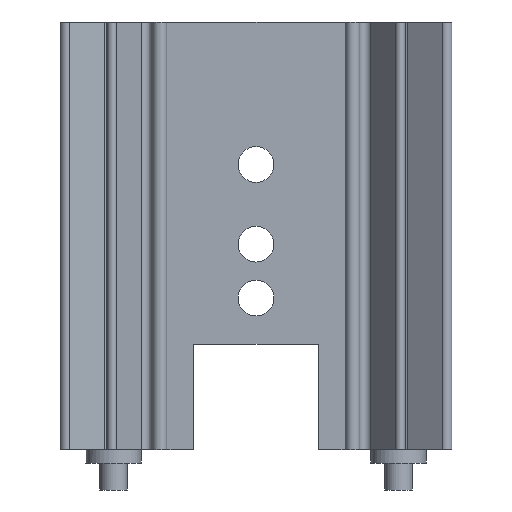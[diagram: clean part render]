
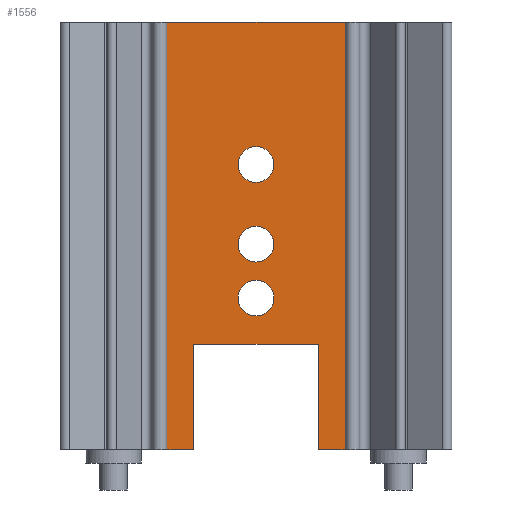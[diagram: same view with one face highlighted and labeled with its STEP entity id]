
A CAD part, front view. The second image highlights one B-rep face of the part: STEP entity #1556.
In plain terms, the highlighted planar face has unit normal (0, -1, 0).
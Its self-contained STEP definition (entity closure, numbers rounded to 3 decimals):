
#80 = VERTEX_POINT('',#81);
#81 = CARTESIAN_POINT('',(-5.55,-0.785,1.2));
#87 = EDGE_CURVE('',#80,#88,#90,.T.);
#88 = VERTEX_POINT('',#89);
#89 = CARTESIAN_POINT('',(-7.94,-0.785,1.2));
#90 = LINE('',#91,#92);
#91 = CARTESIAN_POINT('',(7.94,-0.785,1.2));
#92 = VECTOR('',#93,1.);
#93 = DIRECTION('',(-1.,0.,-0.));
#703 = VERTEX_POINT('',#704);
#704 = CARTESIAN_POINT('',(-7.94,-0.785,39.3));
#710 = EDGE_CURVE('',#703,#711,#713,.T.);
#711 = VERTEX_POINT('',#712);
#712 = CARTESIAN_POINT('',(7.94,-0.785,39.3));
#713 = LINE('',#714,#715);
#714 = CARTESIAN_POINT('',(-12.5,-0.785,39.3));
#715 = VECTOR('',#716,1.);
#716 = DIRECTION('',(1.,0.,0.));
#1546 = EDGE_CURVE('',#88,#703,#1547,.T.);
#1547 = LINE('',#1548,#1549);
#1548 = CARTESIAN_POINT('',(-7.94,-0.785,1.2));
#1549 = VECTOR('',#1550,1.);
#1550 = DIRECTION('',(0.,0.,1.));
#1556 = ADVANCED_FACE('',(#1557,#1600,#1611,#1622),#1633,.T.);
#1557 = FACE_BOUND('',#1558,.F.);
#1558 = EDGE_LOOP('',(#1559,#1567,#1568,#1569,#1570,#1578,#1586,#1594));
#1559 = ORIENTED_EDGE('',*,*,#1560,.T.);
#1560 = EDGE_CURVE('',#1561,#80,#1563,.T.);
#1561 = VERTEX_POINT('',#1562);
#1562 = CARTESIAN_POINT('',(-5.55,-0.785,10.6));
#1563 = LINE('',#1564,#1565);
#1564 = CARTESIAN_POINT('',(-5.55,-0.785,10.6));
#1565 = VECTOR('',#1566,1.);
#1566 = DIRECTION('',(0.,0.,-1.));
#1567 = ORIENTED_EDGE('',*,*,#87,.T.);
#1568 = ORIENTED_EDGE('',*,*,#1546,.T.);
#1569 = ORIENTED_EDGE('',*,*,#710,.T.);
#1570 = ORIENTED_EDGE('',*,*,#1571,.F.);
#1571 = EDGE_CURVE('',#1572,#711,#1574,.T.);
#1572 = VERTEX_POINT('',#1573);
#1573 = CARTESIAN_POINT('',(7.94,-0.785,1.2));
#1574 = LINE('',#1575,#1576);
#1575 = CARTESIAN_POINT('',(7.94,-0.785,1.2));
#1576 = VECTOR('',#1577,1.);
#1577 = DIRECTION('',(0.,0.,1.));
#1578 = ORIENTED_EDGE('',*,*,#1579,.T.);
#1579 = EDGE_CURVE('',#1572,#1580,#1582,.T.);
#1580 = VERTEX_POINT('',#1581);
#1581 = CARTESIAN_POINT('',(5.55,-0.785,1.2));
#1582 = LINE('',#1583,#1584);
#1583 = CARTESIAN_POINT('',(7.94,-0.785,1.2));
#1584 = VECTOR('',#1585,1.);
#1585 = DIRECTION('',(-1.,0.,-0.));
#1586 = ORIENTED_EDGE('',*,*,#1587,.T.);
#1587 = EDGE_CURVE('',#1580,#1588,#1590,.T.);
#1588 = VERTEX_POINT('',#1589);
#1589 = CARTESIAN_POINT('',(5.55,-0.785,10.6));
#1590 = LINE('',#1591,#1592);
#1591 = CARTESIAN_POINT('',(5.55,-0.785,1.2));
#1592 = VECTOR('',#1593,1.);
#1593 = DIRECTION('',(0.,0.,1.));
#1594 = ORIENTED_EDGE('',*,*,#1595,.T.);
#1595 = EDGE_CURVE('',#1588,#1561,#1596,.T.);
#1596 = LINE('',#1597,#1598);
#1597 = CARTESIAN_POINT('',(5.55,-0.785,10.6));
#1598 = VECTOR('',#1599,1.);
#1599 = DIRECTION('',(-1.,0.,0.));
#1600 = FACE_BOUND('',#1601,.F.);
#1601 = EDGE_LOOP('',(#1602));
#1602 = ORIENTED_EDGE('',*,*,#1603,.T.);
#1603 = EDGE_CURVE('',#1604,#1604,#1606,.T.);
#1604 = VERTEX_POINT('',#1605);
#1605 = CARTESIAN_POINT('',(1.59,-0.785,14.7));
#1606 = CIRCLE('',#1607,1.59);
#1607 = AXIS2_PLACEMENT_3D('',#1608,#1609,#1610);
#1608 = CARTESIAN_POINT('',(0.,-0.785,14.7));
#1609 = DIRECTION('',(0.,-1.,0.));
#1610 = DIRECTION('',(1.,0.,0.));
#1611 = FACE_BOUND('',#1612,.F.);
#1612 = EDGE_LOOP('',(#1613));
#1613 = ORIENTED_EDGE('',*,*,#1614,.T.);
#1614 = EDGE_CURVE('',#1615,#1615,#1617,.T.);
#1615 = VERTEX_POINT('',#1616);
#1616 = CARTESIAN_POINT('',(1.59,-0.785,19.5));
#1617 = CIRCLE('',#1618,1.59);
#1618 = AXIS2_PLACEMENT_3D('',#1619,#1620,#1621);
#1619 = CARTESIAN_POINT('',(0.,-0.785,19.5));
#1620 = DIRECTION('',(0.,-1.,0.));
#1621 = DIRECTION('',(1.,0.,0.));
#1622 = FACE_BOUND('',#1623,.F.);
#1623 = EDGE_LOOP('',(#1624));
#1624 = ORIENTED_EDGE('',*,*,#1625,.F.);
#1625 = EDGE_CURVE('',#1626,#1626,#1628,.T.);
#1626 = VERTEX_POINT('',#1627);
#1627 = CARTESIAN_POINT('',(1.59,-0.785,26.6));
#1628 = CIRCLE('',#1629,1.59);
#1629 = AXIS2_PLACEMENT_3D('',#1630,#1631,#1632);
#1630 = CARTESIAN_POINT('',(0.,-0.785,26.6));
#1631 = DIRECTION('',(0.,1.,0.));
#1632 = DIRECTION('',(1.,0.,0.));
#1633 = PLANE('',#1634);
#1634 = AXIS2_PLACEMENT_3D('',#1635,#1636,#1637);
#1635 = CARTESIAN_POINT('',(0.,-0.785,33.7));
#1636 = DIRECTION('',(-0.,-1.,0.));
#1637 = DIRECTION('',(0.,0.,-1.));
